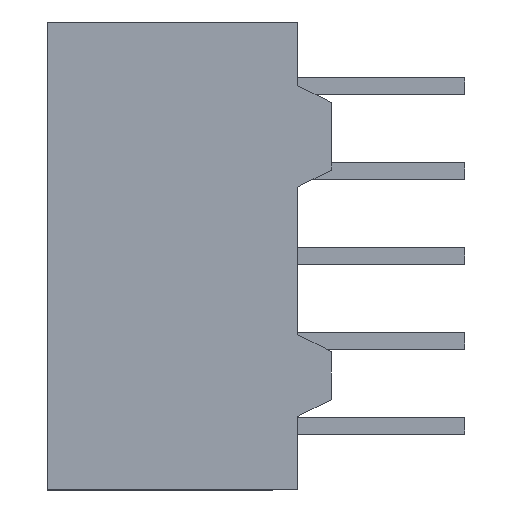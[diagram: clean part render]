
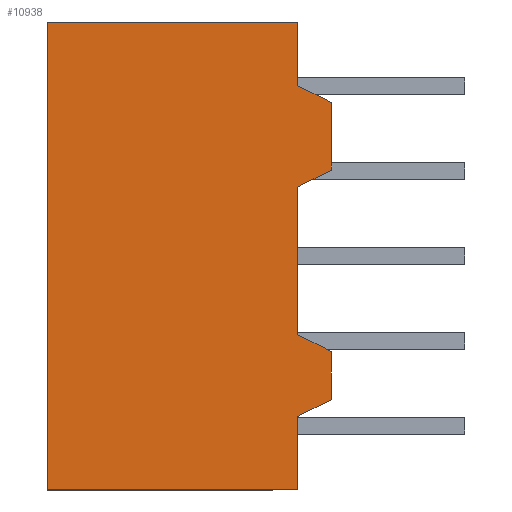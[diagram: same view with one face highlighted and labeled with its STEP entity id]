
A CAD part, left-side view. The second image highlights one B-rep face of the part: STEP entity #10938.
In plain terms, the highlighted planar face has unit normal (-1, 0, 0).
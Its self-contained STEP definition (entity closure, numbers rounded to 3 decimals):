
#1936 = LINE ( 'NONE', #1937, #11163 ) ;
#1937 = CARTESIAN_POINT ( 'NONE',  ( -3.75, -7.5, 2.062 ) ) ;
#1938 = DIRECTION ( 'NONE',  ( 0., 0., -1. ) ) ;
#2010 = LINE ( 'NONE', #2011, #11174 ) ;
#2011 = CARTESIAN_POINT ( 'NONE',  ( -3.75, -7.5, -12.881 ) ) ;
#2012 = DIRECTION ( 'NONE',  ( 0., 0., -1. ) ) ;
#2034 = LINE ( 'NONE', #2035, #11184 ) ;
#2035 = CARTESIAN_POINT ( 'NONE',  ( -3.75, -7.5, 7. ) ) ;
#2036 = DIRECTION ( 'NONE',  ( 0., 0., -1. ) ) ;
#2178 = PLANE ( 'NONE',  #6296 ) ;
#2179 = CARTESIAN_POINT ( 'NONE',  ( -3.75, -8.5, 0. ) ) ;
#2180 = DIRECTION ( 'NONE',  ( -1., 0., 0. ) ) ;
#2181 = DIRECTION ( 'NONE',  ( 0., 0., 1. ) ) ;
#2379 = CARTESIAN_POINT ( 'NONE',  ( -3.75, -8.5, 4.59 ) ) ;
#2381 = CARTESIAN_POINT ( 'NONE',  ( -3.75, -8.5, 2.572 ) ) ;
#2389 = CARTESIAN_POINT ( 'NONE',  ( -3.75, -8.5, -4.293 ) ) ;
#2390 = CARTESIAN_POINT ( 'NONE',  ( -3.75, -8.5, -2.86 ) ) ;
#3406 = LINE ( 'NONE', #3407, #5199 ) ;
#3407 = CARTESIAN_POINT ( 'NONE',  ( -3.75, -8.5, 2.572 ) ) ;
#3408 = DIRECTION ( 'NONE',  ( 0., 0.891, -0.454 ) ) ;
#3424 = LINE ( 'NONE', #3425, #5205 ) ;
#3425 = CARTESIAN_POINT ( 'NONE',  ( -3.75, -7.5, -2.35 ) ) ;
#3426 = DIRECTION ( 'NONE',  ( 0., -0.891, -0.454 ) ) ;
#3825 = EDGE_CURVE ( 'NONE', #12128, #12129, #9027, .T. ) ;
#3826 = EDGE_CURVE ( 'NONE', #7841, #7792, #9030, .T. ) ;
#3829 = EDGE_CURVE ( 'NONE', #12128, #7774, #6500, .T. ) ;
#3830 = EDGE_CURVE ( 'NONE', #7769, #12118, #6503, .T. ) ;
#3831 = EDGE_CURVE ( 'NONE', #7643, #5719, #6506, .T. ) ;
#3834 = VECTOR ( 'NONE', #6565, 1000. ) ;
#3891 = EDGE_CURVE ( 'NONE', #12120, #12118, #6512, .T. ) ;
#3908 = EDGE_CURVE ( 'NONE', #5719, #7792, #6563, .T. ) ;
#5199 = VECTOR ( 'NONE', #3408, 1000. ) ;
#5205 = VECTOR ( 'NONE', #3426, 1000. ) ;
#5719 = VERTEX_POINT ( 'NONE', #10081 ) ;
#6293 = FACE_OUTER_BOUND ( 'NONE', #9218, .T. ) ;
#6296 = AXIS2_PLACEMENT_3D ( 'NONE', #2179, #2180, #2181 ) ;
#6500 = LINE ( 'NONE', #6501, #10976 ) ;
#6501 = CARTESIAN_POINT ( 'NONE',  ( -3.75, -1.652, -7.782 ) ) ;
#6502 = DIRECTION ( 'NONE',  ( 0., 0.891, -0.454 ) ) ;
#6503 = LINE ( 'NONE', #6504, #11000 ) ;
#6504 = CARTESIAN_POINT ( 'NONE',  ( -3.75, -7.5, 5.1 ) ) ;
#6505 = DIRECTION ( 'NONE',  ( 0., -0.891, -0.454 ) ) ;
#6506 = LINE ( 'NONE', #6507, #10957 ) ;
#6507 = CARTESIAN_POINT ( 'NONE',  ( -3.75, -8.5, -7. ) ) ;
#6508 = DIRECTION ( 'NONE',  ( 0., 1., 0. ) ) ;
#6512 = LINE ( 'NONE', #6513, #10978 ) ;
#6513 = CARTESIAN_POINT ( 'NONE',  ( -3.75, -8.5, 0. ) ) ;
#6514 = DIRECTION ( 'NONE',  ( 0., 0., 1. ) ) ;
#6563 = LINE ( 'NONE', #6564, #3834 ) ;
#6564 = CARTESIAN_POINT ( 'NONE',  ( -3.75, 0., 0. ) ) ;
#6565 = DIRECTION ( 'NONE',  ( 0., 0., 1. ) ) ;
#7643 = VERTEX_POINT ( 'NONE', #10758 ) ;
#7733 = VERTEX_POINT ( 'NONE', #10792 ) ;
#7769 = VERTEX_POINT ( 'NONE', #10827 ) ;
#7774 = VERTEX_POINT ( 'NONE', #10832 ) ;
#7792 = VERTEX_POINT ( 'NONE', #10850 ) ;
#7841 = VERTEX_POINT ( 'NONE', #10899 ) ;
#7857 = VERTEX_POINT ( 'NONE', #10915 ) ;
#9027 = LINE ( 'NONE', #9028, #10986 ) ;
#9028 = CARTESIAN_POINT ( 'NONE',  ( -3.75, -8.5, 0. ) ) ;
#9029 = DIRECTION ( 'NONE',  ( 0., 0., 1. ) ) ;
#9030 = LINE ( 'NONE', #9031, #10946 ) ;
#9031 = CARTESIAN_POINT ( 'NONE',  ( -3.75, -8.5, 7. ) ) ;
#9032 = DIRECTION ( 'NONE',  ( 0., 1., 0. ) ) ;
#9218 = EDGE_LOOP ( 'NONE', ( #11444, #11359, #11443, #11361, #11363, #11364, #11362, #11366, #11365, #11360, #11354, #11356 ) ) ;
#9708 = EDGE_CURVE ( 'NONE', #7733, #7857, #1936, .T. ) ;
#9740 = EDGE_CURVE ( 'NONE', #7774, #7643, #2010, .T. ) ;
#9758 = EDGE_CURVE ( 'NONE', #7841, #7769, #2034, .T. ) ;
#10081 = CARTESIAN_POINT ( 'NONE',  ( -3.75, 0., -7. ) ) ;
#10758 = CARTESIAN_POINT ( 'NONE',  ( -3.75, -7.5, -7. ) ) ;
#10792 = CARTESIAN_POINT ( 'NONE',  ( -3.75, -7.5, 2.062 ) ) ;
#10827 = CARTESIAN_POINT ( 'NONE',  ( -3.75, -7.5, 5.1 ) ) ;
#10832 = CARTESIAN_POINT ( 'NONE',  ( -3.75, -7.5, -4.802 ) ) ;
#10850 = CARTESIAN_POINT ( 'NONE',  ( -3.75, 0., 7. ) ) ;
#10899 = CARTESIAN_POINT ( 'NONE',  ( -3.75, -7.5, 7. ) ) ;
#10915 = CARTESIAN_POINT ( 'NONE',  ( -3.75, -7.5, -2.35 ) ) ;
#10938 = ADVANCED_FACE ( 'NONE', ( #6293 ), #2178, .T. ) ;
#10946 = VECTOR ( 'NONE', #9032, 1000. ) ;
#10957 = VECTOR ( 'NONE', #6508, 1000. ) ;
#10976 = VECTOR ( 'NONE', #6502, 1000. ) ;
#10978 = VECTOR ( 'NONE', #6514, 1000. ) ;
#10986 = VECTOR ( 'NONE', #9029, 1000. ) ;
#11000 = VECTOR ( 'NONE', #6505, 1000. ) ;
#11163 = VECTOR ( 'NONE', #1938, 1000. ) ;
#11174 = VECTOR ( 'NONE', #2012, 1000. ) ;
#11184 = VECTOR ( 'NONE', #2036, 1000. ) ;
#11354 = ORIENTED_EDGE ( 'NONE', *, *, #12864, .F. ) ;
#11356 = ORIENTED_EDGE ( 'NONE', *, *, #3891, .T. ) ;
#11359 = ORIENTED_EDGE ( 'NONE', *, *, #9758, .F. ) ;
#11360 = ORIENTED_EDGE ( 'NONE', *, *, #9708, .F. ) ;
#11361 = ORIENTED_EDGE ( 'NONE', *, *, #3908, .F. ) ;
#11362 = ORIENTED_EDGE ( 'NONE', *, *, #3829, .F. ) ;
#11363 = ORIENTED_EDGE ( 'NONE', *, *, #3831, .F. ) ;
#11364 = ORIENTED_EDGE ( 'NONE', *, *, #9740, .F. ) ;
#11365 = ORIENTED_EDGE ( 'NONE', *, *, #12870, .F. ) ;
#11366 = ORIENTED_EDGE ( 'NONE', *, *, #3825, .T. ) ;
#11443 = ORIENTED_EDGE ( 'NONE', *, *, #3826, .T. ) ;
#11444 = ORIENTED_EDGE ( 'NONE', *, *, #3830, .F. ) ;
#12118 = VERTEX_POINT ( 'NONE', #2379 ) ;
#12120 = VERTEX_POINT ( 'NONE', #2381 ) ;
#12128 = VERTEX_POINT ( 'NONE', #2389 ) ;
#12129 = VERTEX_POINT ( 'NONE', #2390 ) ;
#12864 = EDGE_CURVE ( 'NONE', #12120, #7733, #3406, .T. ) ;
#12870 = EDGE_CURVE ( 'NONE', #7857, #12129, #3424, .T. ) ;
